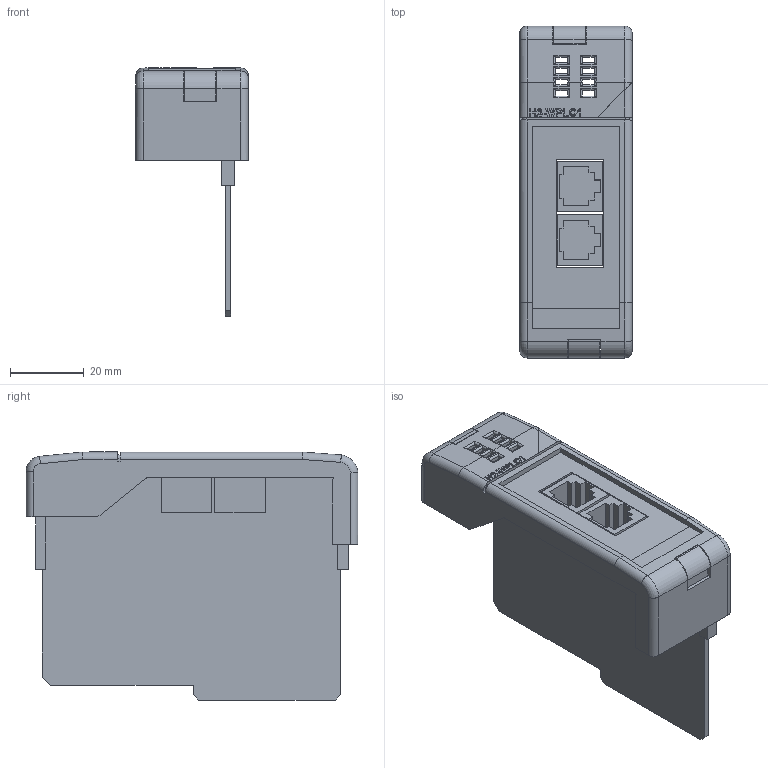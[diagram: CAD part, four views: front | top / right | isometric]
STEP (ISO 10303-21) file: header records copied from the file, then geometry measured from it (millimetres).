
FILE_DESCRIPTION (( 'STEP AP214' ), '1' );
FILE_NAME ('H2-WPLC1.STEP', '2011-04-06T19:03:53', ( ' ' ), ( ' ' ), 'SwSTEP 2.0', 'SolidWorks 2009', '' );
FILE_SCHEMA (( 'AUTOMOTIVE_DESIGN' ));
Length unit declared in the file: millimetre
Products named in the file (1): H2-WPLC1
Bounding box: 30.55 x 90 x 67.37 mm (x, y, z)
Volume: 19329 mm3; surface area: 29784.8 mm2
Topology: 4 solids, 4 shells, 402 faces, 1147 edges, 750 vertices
Faces by surface type: plane 282, cylinder 84, bspline 27, torus 9
Entity records: 18802 total; most frequent: CARTESIAN_POINT 4179, ORIENTED_EDGE 2294, DIRECTION 1852, EDGE_CURVE 1147, VECTOR 926, LINE 926, VERTEX_POINT 750, AXIS2_PLACEMENT_3D 463
